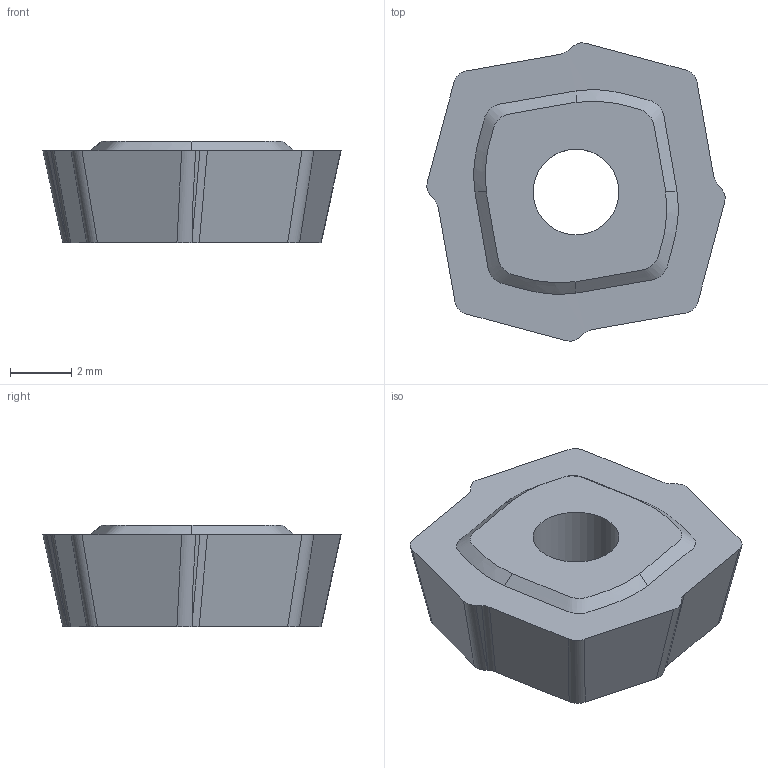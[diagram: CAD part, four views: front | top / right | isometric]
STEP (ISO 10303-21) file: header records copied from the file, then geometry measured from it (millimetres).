
FILE_DESCRIPTION(/* description */ (''),/* implementation_level */ '2;1');
FILE_NAME(/* name */ '61064239_cgr_000~00_214.stp',/* time_stamp */ '2017-12-18T15:20:48+06:00',/* author */ (''),/* organization */ (''),/* preprocessor_version */ 'ST-DEVELOPER v15',/* originating_system */ 'SIEMENS PLM Software NX 9.0',/* authorisation */ '');
FILE_SCHEMA (('AUTOMOTIVE_DESIGN { 1 0 10303 214 3 1 1 1 }'));
Length unit declared in the file: millimetre
Products named in the file (1): 61064239_cgr_000~00
Bounding box: 9.74 x 9.74 x 3.3 mm (x, y, z)
Volume: 185.9 mm3; surface area: 241.8 mm2
Topology: 1 solids, 1 shells, 36 faces, 148 edges, 151 vertices
Faces by surface type: plane 19, cylinder 13, bspline 4
Full cylindrical faces by diameter (mm): 2.8 x1
Entity records: 2224 total; most frequent: CARTESIAN_POINT 1019, ORIENTED_EDGE 220, DIRECTION 178, EDGE_CURVE 110, VERTEX_POINT 78, LINE 64, VECTOR 64, B_SPLINE_CURVE_WITH_KNOTS 60
